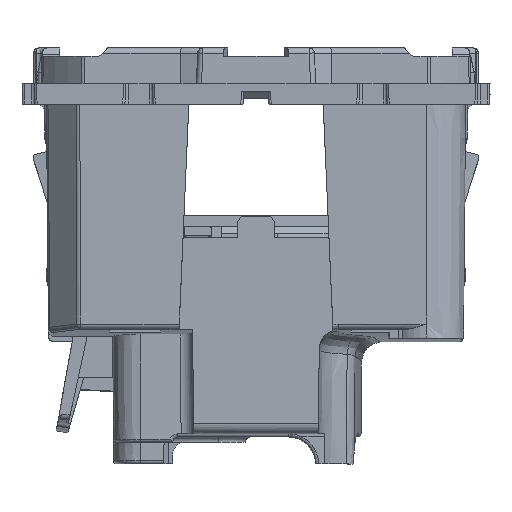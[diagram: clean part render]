
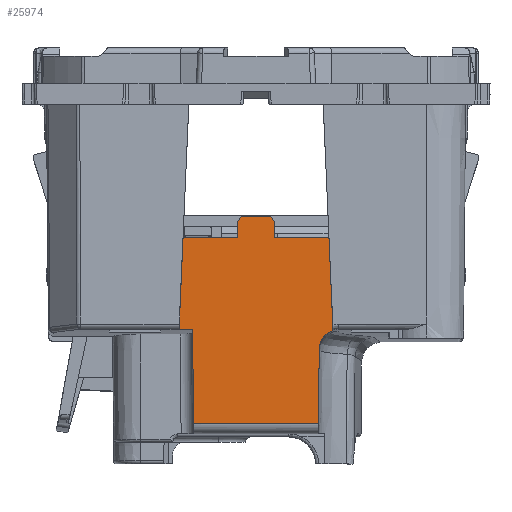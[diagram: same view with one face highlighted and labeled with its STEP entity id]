
A CAD part, left-side view. The second image highlights one B-rep face of the part: STEP entity #25974.
In plain terms, the highlighted planar face has unit normal (-1, 0, 0).
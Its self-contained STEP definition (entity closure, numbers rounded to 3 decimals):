
#25909=AXIS2_PLACEMENT_3D('Plane Axis2P3D',#25906,#25907,#25908) ;
#13959=CARTESIAN_POINT('Control Point',(-18.9,-6.074,-23.563)) ;
#13960=CARTESIAN_POINT('Control Point',(-18.9,-6.079,-22.972)) ;
#13961=CARTESIAN_POINT('Control Point',(-18.9,-6.332,-22.38)) ;
#13962=CARTESIAN_POINT('Control Point',(-18.9,-6.829,-21.96)) ;
#13963=CARTESIAN_POINT('Control Point',(-18.9,-7.4,-21.79)) ;
#13964=CARTESIAN_POINT('Vertex',(-18.9,-6.074,-23.563)) ;
#13966=CARTESIAN_POINT('Vertex',(-18.9,-7.4,-21.79)) ;
#14000=CARTESIAN_POINT('Vertex',(-18.9,-7.403,-21.789)) ;
#14004=CARTESIAN_POINT('Control Point',(-18.9,-7.4,-21.79)) ;
#14005=CARTESIAN_POINT('Control Point',(-18.9,-7.402,-21.79)) ;
#14006=CARTESIAN_POINT('Control Point',(-18.9,-7.403,-21.789)) ;
#17720=CARTESIAN_POINT('Vertex',(-18.9,6.09,-21.714)) ;
#17723=CARTESIAN_POINT('Line Origine',(-18.9,0.,-21.714)) ;
#17727=CARTESIAN_POINT('Vertex',(-18.9,7.4,-21.714)) ;
#21616=CARTESIAN_POINT('Vertex',(-18.9,-1.75,-12.85)) ;
#21619=CARTESIAN_POINT('Line Origine',(-18.9,-4.381,-12.85)) ;
#21623=CARTESIAN_POINT('Vertex',(-18.9,-7.013,-12.85)) ;
#22250=CARTESIAN_POINT('Vertex',(-18.9,7.013,-12.85)) ;
#22253=CARTESIAN_POINT('Line Origine',(-18.9,4.381,-12.85)) ;
#22257=CARTESIAN_POINT('Vertex',(-18.9,1.75,-12.85)) ;
#22293=CARTESIAN_POINT('Line Origine',(-18.9,1.741,-11.825)) ;
#22297=CARTESIAN_POINT('Vertex',(-18.9,1.736,-11.3)) ;
#22321=CARTESIAN_POINT('Vertex',(-18.9,1.442,-10.8)) ;
#22324=CARTESIAN_POINT('Line Origine',(-18.9,1.589,-11.05)) ;
#22340=CARTESIAN_POINT('Vertex',(-18.9,-1.442,-10.8)) ;
#22343=CARTESIAN_POINT('Line Origine',(-18.9,0.,-10.8)) ;
#22360=CARTESIAN_POINT('Line Origine',(-18.9,-1.589,-11.05)) ;
#22364=CARTESIAN_POINT('Vertex',(-18.9,-1.736,-11.3)) ;
#22384=CARTESIAN_POINT('Line Origine',(-18.9,-1.741,-11.825)) ;
#25906=CARTESIAN_POINT('Axis2P3D Location',(-18.9,-7.4,0.)) ;
#25911=CARTESIAN_POINT('Line Origine',(-18.9,-6.042,-27.131)) ;
#25915=CARTESIAN_POINT('Vertex',(-18.9,-6.011,-30.7)) ;
#25919=CARTESIAN_POINT('Control Point',(-18.9,-7.4,-21.714)) ;
#25920=CARTESIAN_POINT('Control Point',(-18.9,-7.401,-21.729)) ;
#25921=CARTESIAN_POINT('Control Point',(-18.9,-7.401,-21.744)) ;
#25922=CARTESIAN_POINT('Control Point',(-18.9,-7.402,-21.759)) ;
#25923=CARTESIAN_POINT('Control Point',(-18.9,-7.403,-21.774)) ;
#25924=CARTESIAN_POINT('Control Point',(-18.9,-7.403,-21.789)) ;
#25925=CARTESIAN_POINT('Vertex',(-18.9,-7.4,-21.714)) ;
#25929=CARTESIAN_POINT('Control Point',(-18.9,-7.4,-21.714)) ;
#25930=CARTESIAN_POINT('Control Point',(-18.9,-7.323,-19.941)) ;
#25931=CARTESIAN_POINT('Control Point',(-18.9,-7.245,-18.168)) ;
#25932=CARTESIAN_POINT('Control Point',(-18.9,-7.168,-16.396)) ;
#25933=CARTESIAN_POINT('Control Point',(-18.9,-7.09,-14.623)) ;
#25934=CARTESIAN_POINT('Control Point',(-18.9,-7.013,-12.85)) ;
#25937=CARTESIAN_POINT('Control Point',(-18.9,7.4,-21.714)) ;
#25938=CARTESIAN_POINT('Control Point',(-18.9,7.323,-19.941)) ;
#25939=CARTESIAN_POINT('Control Point',(-18.9,7.245,-18.168)) ;
#25940=CARTESIAN_POINT('Control Point',(-18.9,7.168,-16.396)) ;
#25941=CARTESIAN_POINT('Control Point',(-18.9,7.09,-14.623)) ;
#25942=CARTESIAN_POINT('Control Point',(-18.9,7.013,-12.85)) ;
#25944=CARTESIAN_POINT('Line Origine',(-18.9,6.051,-26.207)) ;
#25948=CARTESIAN_POINT('Vertex',(-18.9,6.011,-30.7)) ;
#25951=CARTESIAN_POINT('Line Origine',(-18.9,0.,-30.7)) ;
#17724=DIRECTION('Vector Direction',(0.,1.,0.)) ;
#21620=DIRECTION('Vector Direction',(0.,-1.,0.)) ;
#22254=DIRECTION('Vector Direction',(0.,1.,0.)) ;
#22294=DIRECTION('Vector Direction',(0.,-0.009,1.)) ;
#22325=DIRECTION('Vector Direction',(0.,-0.508,0.862)) ;
#22344=DIRECTION('Vector Direction',(0.,1.,0.)) ;
#22361=DIRECTION('Vector Direction',(0.,0.508,0.862)) ;
#22385=DIRECTION('Vector Direction',(0.,0.009,1.)) ;
#25907=DIRECTION('Axis2P3D Direction',(-1.,0.,0.)) ;
#25908=DIRECTION('Axis2P3D XDirection',(0.,1.,0.)) ;
#25912=DIRECTION('Vector Direction',(0.,0.009,-1.)) ;
#25945=DIRECTION('Vector Direction',(0.,-0.009,-1.)) ;
#25952=DIRECTION('Vector Direction',(0.,1.,0.)) ;
#17725=VECTOR('Line Direction',#17724,1.) ;
#21621=VECTOR('Line Direction',#21620,1.) ;
#22255=VECTOR('Line Direction',#22254,1.) ;
#22295=VECTOR('Line Direction',#22294,1.) ;
#22326=VECTOR('Line Direction',#22325,1.) ;
#22345=VECTOR('Line Direction',#22344,1.) ;
#22362=VECTOR('Line Direction',#22361,1.) ;
#22386=VECTOR('Line Direction',#22385,1.) ;
#25913=VECTOR('Line Direction',#25912,1.) ;
#25946=VECTOR('Line Direction',#25945,1.) ;
#25953=VECTOR('Line Direction',#25952,1.) ;
#25957=ORIENTED_EDGE('',*,*,#25917,.T.) ;
#25958=ORIENTED_EDGE('',*,*,#13968,.T.) ;
#25959=ORIENTED_EDGE('',*,*,#14007,.T.) ;
#25960=ORIENTED_EDGE('',*,*,#25927,.T.) ;
#25961=ORIENTED_EDGE('',*,*,#25935,.T.) ;
#25962=ORIENTED_EDGE('',*,*,#21625,.F.) ;
#25963=ORIENTED_EDGE('',*,*,#22388,.F.) ;
#25964=ORIENTED_EDGE('',*,*,#22366,.F.) ;
#25965=ORIENTED_EDGE('',*,*,#22347,.T.) ;
#25966=ORIENTED_EDGE('',*,*,#22328,.T.) ;
#25967=ORIENTED_EDGE('',*,*,#22299,.T.) ;
#25968=ORIENTED_EDGE('',*,*,#22259,.T.) ;
#25969=ORIENTED_EDGE('',*,*,#25943,.T.) ;
#25970=ORIENTED_EDGE('',*,*,#17729,.F.) ;
#25971=ORIENTED_EDGE('',*,*,#25950,.T.) ;
#25972=ORIENTED_EDGE('',*,*,#25955,.F.) ;
#25974=ADVANCED_FACE('Corps principal',(#25973),#25910,.T.) ;
#13958=B_SPLINE_CURVE_WITH_KNOTS('',4,(#13959,#13960,#13961,#13962,#13963),.UNSPECIFIED.,.F.,.U.,(5,5),(0.,2.829),.UNSPECIFIED.) ;
#14003=B_SPLINE_CURVE_WITH_KNOTS('',2,(#14004,#14005,#14006),.UNSPECIFIED.,.F.,.U.,(3,3),(0.,0.004),.UNSPECIFIED.) ;
#25918=B_SPLINE_CURVE_WITH_KNOTS('',5,(#25919,#25920,#25921,#25922,#25923,#25924),.UNSPECIFIED.,.F.,.U.,(6,6),(0.,0.107),.UNSPECIFIED.) ;
#25928=B_SPLINE_CURVE_WITH_KNOTS('',5,(#25929,#25930,#25931,#25932,#25933,#25934),.UNSPECIFIED.,.F.,.U.,(6,6),(0.,12.548),.UNSPECIFIED.) ;
#25936=B_SPLINE_CURVE_WITH_KNOTS('',5,(#25937,#25938,#25939,#25940,#25941,#25942),.UNSPECIFIED.,.F.,.U.,(6,6),(0.,12.548),.UNSPECIFIED.) ;
#13968=EDGE_CURVE('',#13965,#13967,#13958,.T.) ;
#14007=EDGE_CURVE('',#13967,#14001,#14003,.T.) ;
#17729=EDGE_CURVE('',#17721,#17728,#17726,.T.) ;
#21625=EDGE_CURVE('',#21617,#21624,#21622,.T.) ;
#22259=EDGE_CURVE('',#22258,#22251,#22256,.T.) ;
#22299=EDGE_CURVE('',#22298,#22258,#22296,.F.) ;
#22328=EDGE_CURVE('',#22322,#22298,#22327,.F.) ;
#22347=EDGE_CURVE('',#22341,#22322,#22346,.T.) ;
#22366=EDGE_CURVE('',#22341,#22365,#22363,.F.) ;
#22388=EDGE_CURVE('',#22365,#21617,#22387,.F.) ;
#25917=EDGE_CURVE('',#25916,#13965,#25914,.F.) ;
#25927=EDGE_CURVE('',#14001,#25926,#25918,.F.) ;
#25935=EDGE_CURVE('',#25926,#21624,#25928,.T.) ;
#25943=EDGE_CURVE('',#22251,#17728,#25936,.F.) ;
#25950=EDGE_CURVE('',#17721,#25949,#25947,.T.) ;
#25955=EDGE_CURVE('',#25916,#25949,#25954,.T.) ;
#25956=EDGE_LOOP('',(#25957,#25958,#25959,#25960,#25961,#25962,#25963,#25964,#25965,#25966,#25967,#25968,#25969,#25970,#25971,#25972)) ;
#25973=FACE_OUTER_BOUND('',#25956,.T.) ;
#17726=LINE('Line',#17723,#17725) ;
#21622=LINE('Line',#21619,#21621) ;
#22256=LINE('Line',#22253,#22255) ;
#22296=LINE('Line',#22293,#22295) ;
#22327=LINE('Line',#22324,#22326) ;
#22346=LINE('Line',#22343,#22345) ;
#22363=LINE('Line',#22360,#22362) ;
#22387=LINE('Line',#22384,#22386) ;
#25914=LINE('Line',#25911,#25913) ;
#25947=LINE('Line',#25944,#25946) ;
#25954=LINE('Line',#25951,#25953) ;
#25910=PLANE('',#25909) ;
#13965=VERTEX_POINT('',#13964) ;
#13967=VERTEX_POINT('',#13966) ;
#14001=VERTEX_POINT('',#14000) ;
#17721=VERTEX_POINT('',#17720) ;
#17728=VERTEX_POINT('',#17727) ;
#21617=VERTEX_POINT('',#21616) ;
#21624=VERTEX_POINT('',#21623) ;
#22251=VERTEX_POINT('',#22250) ;
#22258=VERTEX_POINT('',#22257) ;
#22298=VERTEX_POINT('',#22297) ;
#22322=VERTEX_POINT('',#22321) ;
#22341=VERTEX_POINT('',#22340) ;
#22365=VERTEX_POINT('',#22364) ;
#25916=VERTEX_POINT('',#25915) ;
#25926=VERTEX_POINT('',#25925) ;
#25949=VERTEX_POINT('',#25948) ;
